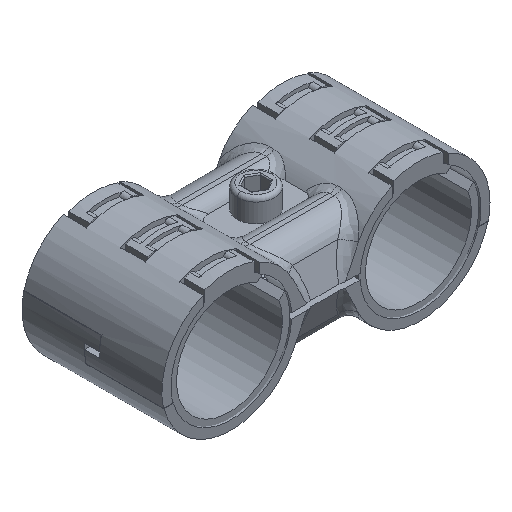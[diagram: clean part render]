
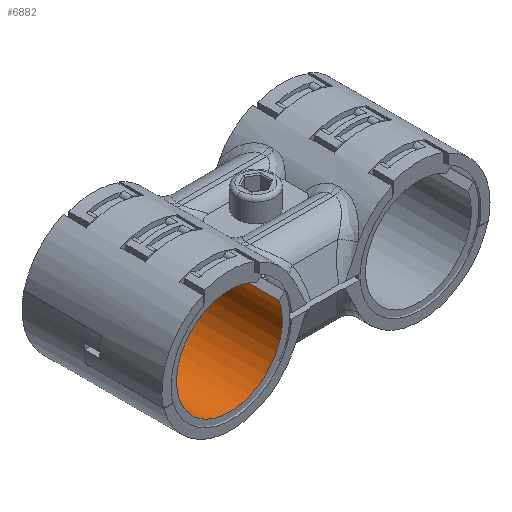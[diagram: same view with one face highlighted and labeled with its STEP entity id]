
A CAD part, isometric view. The second image highlights one B-rep face of the part: STEP entity #6882.
In plain terms, the highlighted cylindrical face has radius 14 mm (diameter 28 mm), a partial arc.
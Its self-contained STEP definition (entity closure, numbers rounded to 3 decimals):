
#208 = CARTESIAN_POINT ( 'NONE',  ( -25., 18., -0.5 ) ) ;
#1812 = DIRECTION ( 'NONE',  ( 0.932, 0., 0.362 ) ) ;
#1990 = FACE_OUTER_BOUND ( 'NONE', #11455, .T. ) ;
#2044 = LINE ( 'NONE', #11459, #10188 ) ;
#2247 = DIRECTION ( 'NONE',  ( 0., 1., 0. ) ) ;
#2684 = ORIENTED_EDGE ( 'NONE', *, *, #3872, .T. ) ;
#2798 = DIRECTION ( 'NONE',  ( 0.766, 0., 0.643 ) ) ;
#3195 = EDGE_CURVE ( 'NONE', #9021, #21499, #2044, .T. ) ;
#3853 = ORIENTED_EDGE ( 'NONE', *, *, #3195, .T. ) ;
#3872 = EDGE_CURVE ( 'NONE', #13718, #12656, #20477, .T. ) ;
#5713 = DIRECTION ( 'NONE',  ( 0., -1., 0. ) ) ;
#6882 = ADVANCED_FACE ( 'NONE', ( #1990 ), #18878, .F. ) ;
#6886 = AXIS2_PLACEMENT_3D ( 'NONE', #16572, #24023, #1812 ) ;
#6935 = CARTESIAN_POINT ( 'NONE',  ( -17.737, -18., 11.469 ) ) ;
#7569 = ORIENTED_EDGE ( 'NONE', *, *, #8826, .F. ) ;
#7967 = CARTESIAN_POINT ( 'NONE',  ( -25., 18.72, -0.5 ) ) ;
#8040 = CIRCLE ( 'NONE', #6886, 14. ) ;
#8826 = EDGE_CURVE ( 'NONE', #9021, #12656, #8040, .T. ) ;
#9021 = VERTEX_POINT ( 'NONE', #20587 ) ;
#10188 = VECTOR ( 'NONE', #22415, 1000. ) ;
#11418 = VECTOR ( 'NONE', #5713, 1000. ) ;
#11455 = EDGE_LOOP ( 'NONE', ( #3853, #18343, #2684, #7569 ) ) ;
#11459 = CARTESIAN_POINT ( 'NONE',  ( -11.952, -18., 4.574 ) ) ;
#12656 = VERTEX_POINT ( 'NONE', #6935 ) ;
#13718 = VERTEX_POINT ( 'NONE', #21103 ) ;
#15200 = CARTESIAN_POINT ( 'NONE',  ( -17.737, 18., 11.469 ) ) ;
#15334 = CARTESIAN_POINT ( 'NONE',  ( -11.952, 18., 4.574 ) ) ;
#15472 = CIRCLE ( 'NONE', #21707, 14. ) ;
#16572 = CARTESIAN_POINT ( 'NONE',  ( -25., -18., -0.5 ) ) ;
#17717 = AXIS2_PLACEMENT_3D ( 'NONE', #7967, #19549, #2798 ) ;
#18343 = ORIENTED_EDGE ( 'NONE', *, *, #23784, .T. ) ;
#18878 = CYLINDRICAL_SURFACE ( 'NONE', #17717, 14. ) ;
#19134 = DIRECTION ( 'NONE',  ( 0.932, 0., 0.362 ) ) ;
#19549 = DIRECTION ( 'NONE',  ( 0., -1., 0. ) ) ;
#20477 = LINE ( 'NONE', #15200, #11418 ) ;
#20587 = CARTESIAN_POINT ( 'NONE',  ( -11.952, -18., 4.574 ) ) ;
#21103 = CARTESIAN_POINT ( 'NONE',  ( -17.737, 18., 11.469 ) ) ;
#21499 = VERTEX_POINT ( 'NONE', #15334 ) ;
#21707 = AXIS2_PLACEMENT_3D ( 'NONE', #208, #2247, #19134 ) ;
#22415 = DIRECTION ( 'NONE',  ( 0., 1., 0. ) ) ;
#23784 = EDGE_CURVE ( 'NONE', #21499, #13718, #15472, .T. ) ;
#24023 = DIRECTION ( 'NONE',  ( 0., 1., 0. ) ) ;
